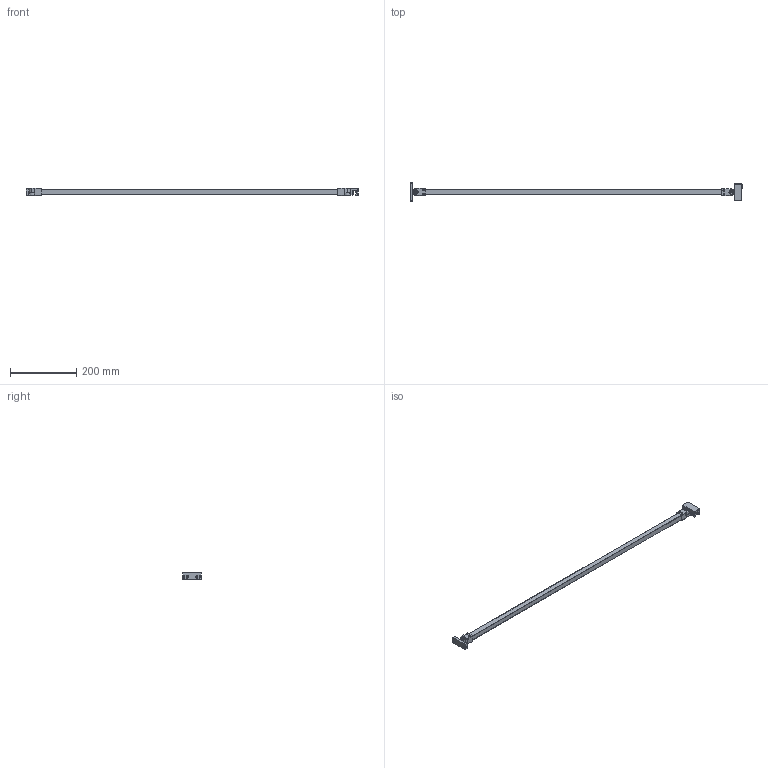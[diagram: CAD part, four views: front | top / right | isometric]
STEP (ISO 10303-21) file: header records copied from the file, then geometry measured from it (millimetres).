
FILE_DESCRIPTION(/* description */ (''),/* implementation_level */ '2;1');
FILE_NAME(/* name */ 'STEP - W31-BAR-120_1705970, 1705971, 1705972, 1705973, 1705974',/* time_stamp */ '2024-09-18T08:13:21+10:00',/* author */ (''),/* organization */ (''),/* preprocessor_version */ 'ST-DEVELOPER v16.5',/* originating_system */ 'Rhino 7.37',/* authorisation */ '');
FILE_SCHEMA (('CONFIG_CONTROL_DESIGN'));
Length unit declared in the file: millimetre
Products named in the file (15): Document; 3D file-W31-BAR_1705970~1705974; Cu656+CU121--W31; 48X14X2��--W31; hex socket set screws with cone point gb_GB_FASTENER_SCREWS_HSCP M5X4
-N; hex_lobular_socket_ctsk_screws_--W31; M10X10ʮ��ƽͷ��--W31; cu656______--W31; CU121-�˲�g��--W31; AL0674x1000-W31; CU656+CU122; hex_lobular_socket_ctsk_screws_; ____; __; cu656______
Assembly tree (19 placements, depth 4):
  Document
    3D file-W31-BAR_1705970~1705974
      Cu656+CU121--W31
        48X14X2��--W31
        hex socket set screws with cone point gb_GB_FASTENER_SCREWS_HSCP M5X4
-N  x2
        hex_lobular_socket_ctsk_screws_--W31
        M10X10ʮ��ƽͷ��--W31  x2
        cu656______--W31
        CU121-�˲�g��--W31
      AL0674x1000-W31
      CU656+CU122
        hex_lobular_socket_ctsk_screws_
        ____  x2
        hex socket set screws with cone point gb_GB_FASTENER_SCREWS_HSCP M5X4
-N  x2
        __
        cu656______
Bounding box: 1000 x 55 x 21.5 mm (x, y, z)
Volume: 111052.7 mm3; surface area: 136047.9 mm2
Topology: 16 solids, 16 shells, 738 faces, 1724 edges, 1011 vertices
Faces by surface type: bspline 296, cylinder 232, plane 210
Entity records: 25280 total; most frequent: CARTESIAN_POINT 15025, ORIENTED_EDGE 2802, EDGE_CURVE 1401, VERTEX_POINT 826, B_SPLINE_CURVE_WITH_KNOTS 749, EDGE_LOOP 641, ADVANCED_FACE 607, FACE_OUTER_BOUND 607
